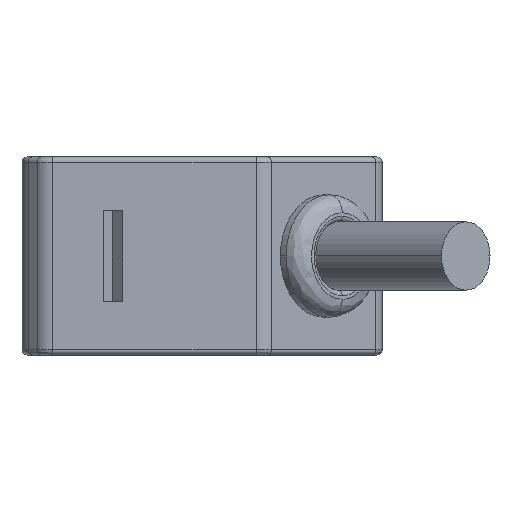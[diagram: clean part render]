
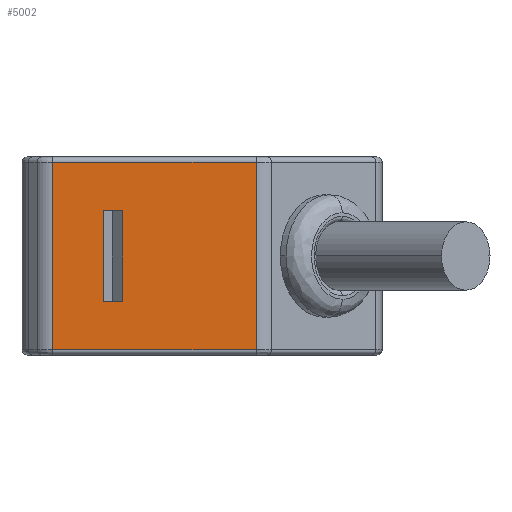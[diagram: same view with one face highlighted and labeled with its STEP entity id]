
A CAD part, front view. The second image highlights one B-rep face of the part: STEP entity #5002.
In plain terms, the highlighted planar face has unit normal (0, -1, 0).
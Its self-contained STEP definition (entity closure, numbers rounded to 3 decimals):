
#97 = EDGE_CURVE ( 'NONE', #7869, #4861, #7167, .T. ) ;
#403 = ORIENTED_EDGE ( 'NONE', *, *, #8196, .T. ) ;
#515 = ORIENTED_EDGE ( 'NONE', *, *, #3695, .T. ) ;
#843 = DIRECTION ( 'NONE',  ( -1., 0., 0. ) ) ;
#917 = ORIENTED_EDGE ( 'NONE', *, *, #7747, .T. ) ;
#998 = ORIENTED_EDGE ( 'NONE', *, *, #97, .T. ) ;
#1147 = CARTESIAN_POINT ( 'NONE',  ( 21.697, 51.34, 5.2 ) ) ;
#1361 = CARTESIAN_POINT ( 'NONE',  ( 27.35, 51.34, -2.5 ) ) ;
#1438 = CARTESIAN_POINT ( 'NONE',  ( 25.6, 51.34, 2.5 ) ) ;
#1485 = DIRECTION ( 'NONE',  ( 0., 0., 1. ) ) ;
#1495 = CARTESIAN_POINT ( 'NONE',  ( 24.5, 51.34, -2.5 ) ) ;
#1719 = DIRECTION ( 'NONE',  ( 0., 0., -1. ) ) ;
#1751 = LINE ( 'NONE', #1820, #6037 ) ;
#1812 = ORIENTED_EDGE ( 'NONE', *, *, #5378, .T. ) ;
#1820 = CARTESIAN_POINT ( 'NONE',  ( 27.35, 51.34, 2.5 ) ) ;
#1847 = VERTEX_POINT ( 'NONE', #7921 ) ;
#1929 = VERTEX_POINT ( 'NONE', #6695 ) ;
#2004 = VERTEX_POINT ( 'NONE', #1438 ) ;
#2196 = CARTESIAN_POINT ( 'NONE',  ( 33.003, 51.34, 5.2 ) ) ;
#2447 = CARTESIAN_POINT ( 'NONE',  ( 25.6, 51.34, 0. ) ) ;
#2837 = EDGE_CURVE ( 'NONE', #5353, #2004, #1751, .T. ) ;
#3008 = EDGE_CURVE ( 'NONE', #7869, #1929, #5711, .T. ) ;
#3054 = CARTESIAN_POINT ( 'NONE',  ( 33.003, 51.34, -5.2 ) ) ;
#3236 = LINE ( 'NONE', #4092, #7940 ) ;
#3273 = DIRECTION ( 'NONE',  ( -1., 0., 0. ) ) ;
#3427 = PLANE ( 'NONE',  #6162 ) ;
#3474 = DIRECTION ( 'NONE',  ( 0., -1., 0. ) ) ;
#3506 = VECTOR ( 'NONE', #1485, 1000. ) ;
#3695 = EDGE_CURVE ( 'NONE', #1847, #7593, #4096, .T. ) ;
#3759 = FACE_BOUND ( 'NONE', #7158, .T. ) ;
#3771 = DIRECTION ( 'NONE',  ( 1., 0., 0. ) ) ;
#4092 = CARTESIAN_POINT ( 'NONE',  ( 33.003, 51.34, 5.2 ) ) ;
#4096 = LINE ( 'NONE', #1361, #4822 ) ;
#4595 = CARTESIAN_POINT ( 'NONE',  ( 33.003, 51.34, -5.2 ) ) ;
#4642 = ORIENTED_EDGE ( 'NONE', *, *, #7919, .T. ) ;
#4661 = VECTOR ( 'NONE', #3273, 1000. ) ;
#4704 = CARTESIAN_POINT ( 'NONE',  ( 33.003, 51.34, 5.2 ) ) ;
#4822 = VECTOR ( 'NONE', #8543, 1000. ) ;
#4849 = LINE ( 'NONE', #2447, #7657 ) ;
#4861 = VERTEX_POINT ( 'NONE', #8551 ) ;
#4910 = CARTESIAN_POINT ( 'NONE',  ( 24.5, 51.34, 0. ) ) ;
#4918 = CARTESIAN_POINT ( 'NONE',  ( 21.697, 51.34, 5.2 ) ) ;
#5002 = ADVANCED_FACE ( 'NONE', ( #3759, #7109 ), #3427, .T. ) ;
#5353 = VERTEX_POINT ( 'NONE', #6117 ) ;
#5378 = EDGE_CURVE ( 'NONE', #4861, #7859, #3236, .T. ) ;
#5711 = LINE ( 'NONE', #4595, #4661 ) ;
#6025 = EDGE_LOOP ( 'NONE', ( #6307, #998, #1812, #403 ) ) ;
#6037 = VECTOR ( 'NONE', #3771, 1000. ) ;
#6108 = LINE ( 'NONE', #4918, #7145 ) ;
#6117 = CARTESIAN_POINT ( 'NONE',  ( 24.5, 51.34, 2.5 ) ) ;
#6162 = AXIS2_PLACEMENT_3D ( 'NONE', #4704, #3474, #843 ) ;
#6307 = ORIENTED_EDGE ( 'NONE', *, *, #3008, .F. ) ;
#6398 = ORIENTED_EDGE ( 'NONE', *, *, #2837, .T. ) ;
#6695 = CARTESIAN_POINT ( 'NONE',  ( 21.697, 51.34, -5.2 ) ) ;
#7109 = FACE_OUTER_BOUND ( 'NONE', #6025, .T. ) ;
#7145 = VECTOR ( 'NONE', #7512, 1000. ) ;
#7158 = EDGE_LOOP ( 'NONE', ( #4642, #515, #917, #6398 ) ) ;
#7167 = LINE ( 'NONE', #2196, #3506 ) ;
#7512 = DIRECTION ( 'NONE',  ( 0., 0., -1. ) ) ;
#7562 = LINE ( 'NONE', #4910, #7776 ) ;
#7593 = VERTEX_POINT ( 'NONE', #1495 ) ;
#7657 = VECTOR ( 'NONE', #1719, 1000. ) ;
#7747 = EDGE_CURVE ( 'NONE', #7593, #5353, #7562, .T. ) ;
#7776 = VECTOR ( 'NONE', #8327, 1000. ) ;
#7859 = VERTEX_POINT ( 'NONE', #1147 ) ;
#7869 = VERTEX_POINT ( 'NONE', #3054 ) ;
#7919 = EDGE_CURVE ( 'NONE', #2004, #1847, #4849, .T. ) ;
#7921 = CARTESIAN_POINT ( 'NONE',  ( 25.6, 51.34, -2.5 ) ) ;
#7940 = VECTOR ( 'NONE', #8091, 1000. ) ;
#8091 = DIRECTION ( 'NONE',  ( -1., 0., 0. ) ) ;
#8196 = EDGE_CURVE ( 'NONE', #7859, #1929, #6108, .T. ) ;
#8327 = DIRECTION ( 'NONE',  ( 0., 0., 1. ) ) ;
#8543 = DIRECTION ( 'NONE',  ( -1., 0., 0. ) ) ;
#8551 = CARTESIAN_POINT ( 'NONE',  ( 33.003, 51.34, 5.2 ) ) ;
